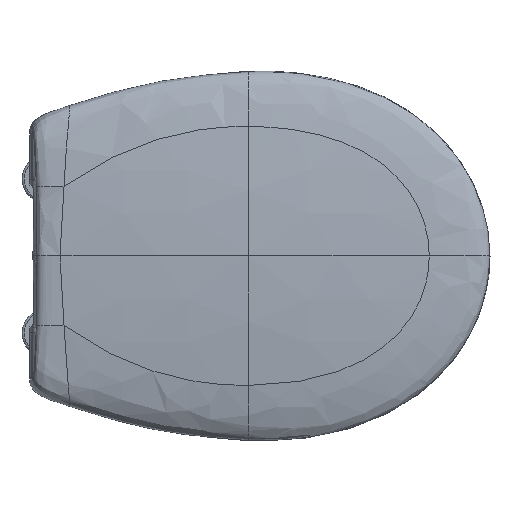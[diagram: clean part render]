
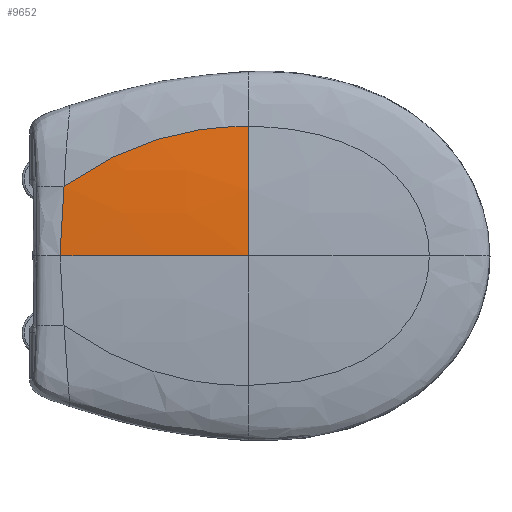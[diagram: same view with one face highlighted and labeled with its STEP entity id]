
A CAD part, top view. The second image highlights one B-rep face of the part: STEP entity #9652.
In plain terms, the highlighted free-form (B-spline) face has degree [3, 3] with [4, 4] control points.
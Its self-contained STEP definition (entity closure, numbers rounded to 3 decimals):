
#78=B_SPLINE_SURFACE_WITH_KNOTS('',3,3,((#19700,#19701,#19702,#19703),(#19704,
#19705,#19706,#19707),(#19708,#19709,#19710,#19711),(#19712,#19713,#19714,
#19715)),.UNSPECIFIED.,.F.,.F.,.F.,(4,4),(4,4),(0.,0.792),(0.,
0.879),.PIECEWISE_BEZIER_KNOTS.);
#775=B_SPLINE_CURVE_WITH_KNOTS('',3,(#19117,#19118,#19119,#19120),
 .UNSPECIFIED.,.F.,.F.,(4,4),(0.,1.),.UNSPECIFIED.);
#782=B_SPLINE_CURVE_WITH_KNOTS('',3,(#19300,#19301,#19302,#19303,#19304,
#19305,#19306),.UNSPECIFIED.,.F.,.F.,(4,1,1,1,4),(0.,0.25,0.5,0.75,1.),
 .UNSPECIFIED.);
#796=B_SPLINE_CURVE_WITH_KNOTS('',3,(#19716,#19717,#19718,#19719),
 .UNSPECIFIED.,.F.,.F.,(4,4),(0.,1.),.UNSPECIFIED.);
#797=B_SPLINE_CURVE_WITH_KNOTS('',3,(#19721,#19722,#19723,#19724),
 .UNSPECIFIED.,.F.,.F.,(4,4),(0.,1.),.UNSPECIFIED.);
#3460=ORIENTED_EDGE('',*,*,#5884,.T.);
#3461=ORIENTED_EDGE('',*,*,#5891,.T.);
#3462=ORIENTED_EDGE('',*,*,#5905,.F.);
#3463=ORIENTED_EDGE('',*,*,#5906,.F.);
#5884=EDGE_CURVE('',#7269,#7270,#775,.F.);
#5891=EDGE_CURVE('',#7270,#7275,#782,.F.);
#5905=EDGE_CURVE('',#7285,#7275,#796,.F.);
#5906=EDGE_CURVE('',#7269,#7285,#797,.F.);
#7269=VERTEX_POINT('',#19121);
#7270=VERTEX_POINT('',#19122);
#7275=VERTEX_POINT('',#19298);
#7285=VERTEX_POINT('',#19720);
#8287=EDGE_LOOP('',(#3460,#3461,#3462,#3463));
#8949=FACE_BOUND('',#8287,.T.);
#9652=ADVANCED_FACE('',(#8949),#78,.T.);
#19117=CARTESIAN_POINT('',(198.725,126.918,20.661));
#19118=CARTESIAN_POINT('',(198.725,84.612,26.171));
#19119=CARTESIAN_POINT('',(198.725,42.306,28.571));
#19120=CARTESIAN_POINT('',(198.725,0.,28.571));
#19121=CARTESIAN_POINT('',(198.725,0.,28.571));
#19122=CARTESIAN_POINT('',(198.725,126.918,20.661));
#19298=CARTESIAN_POINT('',(18.07,68.344,27.313));
#19300=CARTESIAN_POINT('',(18.07,68.344,27.313));
#19301=CARTESIAN_POINT('',(35.948,81.068,27.041));
#19302=CARTESIAN_POINT('',(70.755,101.138,25.798));
#19303=CARTESIAN_POINT('',(119.101,118.391,23.642));
#19304=CARTESIAN_POINT('',(162.528,126.068,21.934));
#19305=CARTESIAN_POINT('',(187.446,126.973,21.069));
#19306=CARTESIAN_POINT('',(198.725,126.918,20.661));
#19700=CARTESIAN_POINT('',(198.725,0.,28.571));
#19701=CARTESIAN_POINT('',(136.94,0.,30.838));
#19702=CARTESIAN_POINT('',(75.025,0.,30.665));
#19703=CARTESIAN_POINT('',(12.981,0.,28.864));
#19704=CARTESIAN_POINT('',(198.725,42.567,28.571));
#19705=CARTESIAN_POINT('',(136.94,42.568,30.838));
#19706=CARTESIAN_POINT('',(75.025,42.568,30.664));
#19707=CARTESIAN_POINT('',(12.981,42.568,28.863));
#19708=CARTESIAN_POINT('',(198.725,85.135,26.141));
#19709=CARTESIAN_POINT('',(136.994,85.135,28.407));
#19710=CARTESIAN_POINT('',(75.134,85.135,28.233));
#19711=CARTESIAN_POINT('',(13.144,85.135,26.902));
#19712=CARTESIAN_POINT('',(198.725,127.702,20.559));
#19713=CARTESIAN_POINT('',(137.103,127.701,22.825));
#19714=CARTESIAN_POINT('',(75.351,127.701,22.65));
#19715=CARTESIAN_POINT('',(13.469,127.7,23.22));
#19716=CARTESIAN_POINT('',(18.07,68.344,27.313));
#19717=CARTESIAN_POINT('',(15.42,45.58,28.382));
#19718=CARTESIAN_POINT('',(14.091,22.799,28.896));
#19719=CARTESIAN_POINT('',(14.091,0.,28.896));
#19720=CARTESIAN_POINT('',(14.091,0.,28.896));
#19721=CARTESIAN_POINT('',(14.091,0.,28.896));
#19722=CARTESIAN_POINT('',(75.764,0.,30.667));
#19723=CARTESIAN_POINT('',(137.308,0.,30.825));
#19724=CARTESIAN_POINT('',(198.725,0.,28.571));
